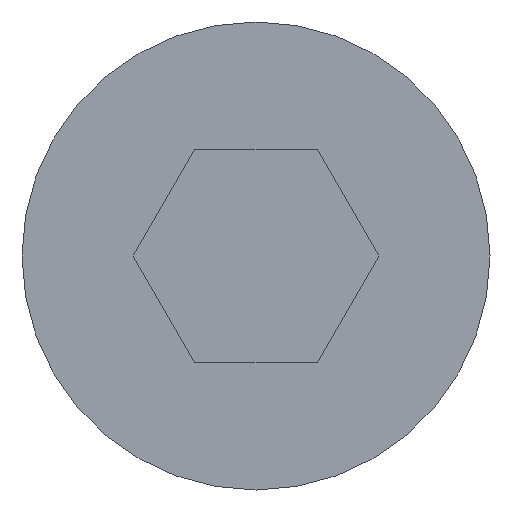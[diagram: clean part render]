
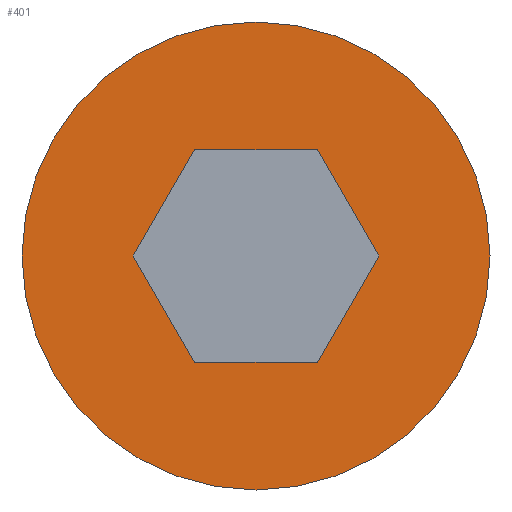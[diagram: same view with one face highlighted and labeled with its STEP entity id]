
A CAD part, front view. The second image highlights one B-rep face of the part: STEP entity #401.
In plain terms, the highlighted planar face has unit normal (0, -1, 0).
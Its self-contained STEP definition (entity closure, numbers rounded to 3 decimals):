
#5 = DIRECTION ( 'NONE',  ( -0.5, 0., 0.866 ) ) ;
#8 = CARTESIAN_POINT ( 'NONE',  ( 1.443, 0., 0. ) ) ;
#20 = VERTEX_POINT ( 'NONE', #230 ) ;
#26 = EDGE_CURVE ( 'NONE', #216, #315, #34, .T. ) ;
#28 = CARTESIAN_POINT ( 'NONE',  ( -1.443, 0., 0. ) ) ;
#34 = LINE ( 'NONE', #166, #404 ) ;
#40 = EDGE_CURVE ( 'NONE', #89, #216, #257, .T. ) ;
#43 = VECTOR ( 'NONE', #388, 1000. ) ;
#45 = LINE ( 'NONE', #82, #292 ) ;
#57 = ORIENTED_EDGE ( 'NONE', *, *, #236, .F. ) ;
#74 = DIRECTION ( 'NONE',  ( 0., 0., 1. ) ) ;
#82 = CARTESIAN_POINT ( 'NONE',  ( -0.722, 0., -1.25 ) ) ;
#86 = CARTESIAN_POINT ( 'NONE',  ( 0., 0., 0. ) ) ;
#89 = VERTEX_POINT ( 'NONE', #145 ) ;
#91 = LINE ( 'NONE', #127, #188 ) ;
#92 = VERTEX_POINT ( 'NONE', #146 ) ;
#101 = CARTESIAN_POINT ( 'NONE',  ( 0.722, 0., 1.25 ) ) ;
#111 = EDGE_CURVE ( 'NONE', #162, #92, #45, .T. ) ;
#127 = CARTESIAN_POINT ( 'NONE',  ( -1.443, 0., 0. ) ) ;
#134 = VECTOR ( 'NONE', #225, 1000. ) ;
#135 = DIRECTION ( 'NONE',  ( -0.5, 0., -0.866 ) ) ;
#137 = ORIENTED_EDGE ( 'NONE', *, *, #40, .F. ) ;
#142 = DIRECTION ( 'NONE',  ( 1., 0., 0. ) ) ;
#143 = AXIS2_PLACEMENT_3D ( 'NONE', #241, #278, #272 ) ;
#145 = CARTESIAN_POINT ( 'NONE',  ( 0.722, 0., 1.25 ) ) ;
#146 = CARTESIAN_POINT ( 'NONE',  ( 0.722, 0., -1.25 ) ) ;
#149 = DIRECTION ( 'NONE',  ( 0., 1., 0. ) ) ;
#161 = VERTEX_POINT ( 'NONE', #334 ) ;
#162 = VERTEX_POINT ( 'NONE', #304 ) ;
#166 = CARTESIAN_POINT ( 'NONE',  ( -0.722, 0., 1.25 ) ) ;
#175 = AXIS2_PLACEMENT_3D ( 'NONE', #229, #353, #74 ) ;
#183 = CARTESIAN_POINT ( 'NONE',  ( 0.722, 0., -1.25 ) ) ;
#188 = VECTOR ( 'NONE', #314, 1000. ) ;
#189 = DIRECTION ( 'NONE',  ( 0., 0., 1. ) ) ;
#193 = EDGE_CURVE ( 'NONE', #20, #293, #345, .T. ) ;
#216 = VERTEX_POINT ( 'NONE', #217 ) ;
#217 = CARTESIAN_POINT ( 'NONE',  ( -0.722, 0., 1.25 ) ) ;
#223 = ORIENTED_EDGE ( 'NONE', *, *, #111, .F. ) ;
#225 = DIRECTION ( 'NONE',  ( 0.5, 0., 0.866 ) ) ;
#228 = EDGE_LOOP ( 'NONE', ( #380, #223, #282, #348, #137, #347 ) ) ;
#229 = CARTESIAN_POINT ( 'NONE',  ( 0., 0., 0. ) ) ;
#230 = CARTESIAN_POINT ( 'NONE',  ( 0., 0., -2.75 ) ) ;
#236 = EDGE_CURVE ( 'NONE', #293, #20, #264, .T. ) ;
#241 = CARTESIAN_POINT ( 'NONE',  ( 0., 0., 0. ) ) ;
#250 = EDGE_LOOP ( 'NONE', ( #273, #57 ) ) ;
#257 = LINE ( 'NONE', #101, #43 ) ;
#258 = FACE_BOUND ( 'NONE', #228, .T. ) ;
#260 = FACE_OUTER_BOUND ( 'NONE', #250, .T. ) ;
#264 = CIRCLE ( 'NONE', #143, 2.75 ) ;
#272 = DIRECTION ( 'NONE',  ( 0., 0., 1. ) ) ;
#273 = ORIENTED_EDGE ( 'NONE', *, *, #193, .F. ) ;
#274 = CARTESIAN_POINT ( 'NONE',  ( 0., 0., 2.75 ) ) ;
#278 = DIRECTION ( 'NONE',  ( 0., 1., 0. ) ) ;
#282 = ORIENTED_EDGE ( 'NONE', *, *, #311, .F. ) ;
#283 = LINE ( 'NONE', #183, #134 ) ;
#292 = VECTOR ( 'NONE', #142, 1000. ) ;
#293 = VERTEX_POINT ( 'NONE', #274 ) ;
#294 = LINE ( 'NONE', #8, #372 ) ;
#304 = CARTESIAN_POINT ( 'NONE',  ( -0.722, 0., -1.25 ) ) ;
#311 = EDGE_CURVE ( 'NONE', #315, #162, #91, .T. ) ;
#314 = DIRECTION ( 'NONE',  ( 0.5, 0., -0.866 ) ) ;
#315 = VERTEX_POINT ( 'NONE', #28 ) ;
#324 = EDGE_CURVE ( 'NONE', #92, #161, #283, .T. ) ;
#334 = CARTESIAN_POINT ( 'NONE',  ( 1.443, 0., 0. ) ) ;
#345 = CIRCLE ( 'NONE', #371, 2.75 ) ;
#347 = ORIENTED_EDGE ( 'NONE', *, *, #373, .F. ) ;
#348 = ORIENTED_EDGE ( 'NONE', *, *, #26, .F. ) ;
#353 = DIRECTION ( 'NONE',  ( 0., 1., 0. ) ) ;
#371 = AXIS2_PLACEMENT_3D ( 'NONE', #86, #149, #189 ) ;
#372 = VECTOR ( 'NONE', #5, 1000. ) ;
#373 = EDGE_CURVE ( 'NONE', #161, #89, #294, .T. ) ;
#380 = ORIENTED_EDGE ( 'NONE', *, *, #324, .F. ) ;
#384 = PLANE ( 'NONE',  #175 ) ;
#388 = DIRECTION ( 'NONE',  ( -1., 0., 0. ) ) ;
#401 = ADVANCED_FACE ( 'NONE', ( #258, #260 ), #384, .F. ) ;
#404 = VECTOR ( 'NONE', #135, 1000. ) ;
